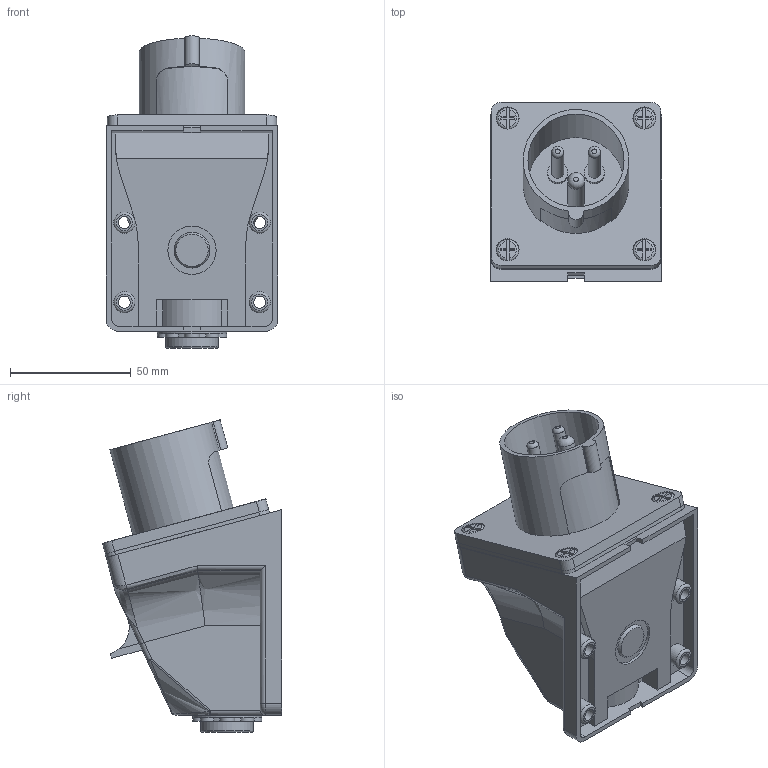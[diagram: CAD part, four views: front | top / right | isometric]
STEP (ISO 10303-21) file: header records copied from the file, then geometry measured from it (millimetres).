
FILE_DESCRIPTION (( 'STEP AP203' ), '1' );
FILE_NAME ('ps-513-16-220.ÃÌ Âèëêà ñòàöèîíàðíàÿ 513 2Ð+ÐÅ 16À 220Â IP44 EKF.STEP', '2025-09-30T13:34:22', ( '' ), ( '' ), 'SwSTEP 2.0', 'SolidWorks 2021', '' );
FILE_SCHEMA (( 'CONFIG_CONTROL_DESIGN' ));
Length unit declared in the file: millimetre
Products named in the file (3): Êîïèÿ Êîïèÿ Êîðïóñ-ñòàöèîíàðêè^ps-513-16-220.ÃÌ Âèëêà ñòàöèîíàðíàÿ 513 2Ð+ÐÅ 16À 220Â IP44 EKF_00; Êîïèÿ ps-513-16-220 âèëêà^ps-513-16-220.ÃÌ Âèëêà ñòàöèîíàðíàÿ 513 2Ð+ÐÅ 16À 220Â IP44 EKF_00; ps-513-16-220.ÃÌ Âèëêà ñòàöèîíàðíàÿ 513 2Ð+ÐÅ 16À 220Â IP44 EKF
Assembly tree (2 placements, depth 2):
  ps-513-16-220.ÃÌ Âèëêà ñòàöèîíàðíàÿ 513 2Ð+ÐÅ 16À 220Â IP44 EKF
    Êîïèÿ ps-513-16-220 âèëêà^ps-513-16-220.ÃÌ Âèëêà ñòàöèîíàðíàÿ 513 2Ð+ÐÅ 16À 220Â IP44 EKF_00
    Êîïèÿ Êîïèÿ Êîðïóñ-ñòàöèîíàðêè^ps-513-16-220.ÃÌ Âèëêà ñòàöèîíàðíàÿ 513 2Ð+ÐÅ 16À 220Â IP44 EKF_00
Bounding box: 71 x 74.08 x 129.12 mm (x, y, z)
Volume: 284047.2 mm3; surface area: 57403.8 mm2
Topology: 2 solids, 2 shells, 284 faces, 700 edges, 443 vertices
Faces by surface type: plane 147, cylinder 92, bspline 20, torus 18, sphere 6, cone 1
Full cylindrical faces by diameter (mm): 4 x4, 5 x6, 6.75 x1, 7 x1, 8.5 x2, 8.75 x4, 9.3 x8, 9.5 x8, 20 x1, 21.75 x1, 28.6 x1, 39.75 x1, 43.75 x1
Entity records: 9520 total; most frequent: CARTESIAN_POINT 2866, DIRECTION 1309, ORIENTED_EDGE 1260, EDGE_CURVE 630, AXIS2_PLACEMENT_3D 484, VERTEX_POINT 427, EDGE_LOOP 369, LINE 341
